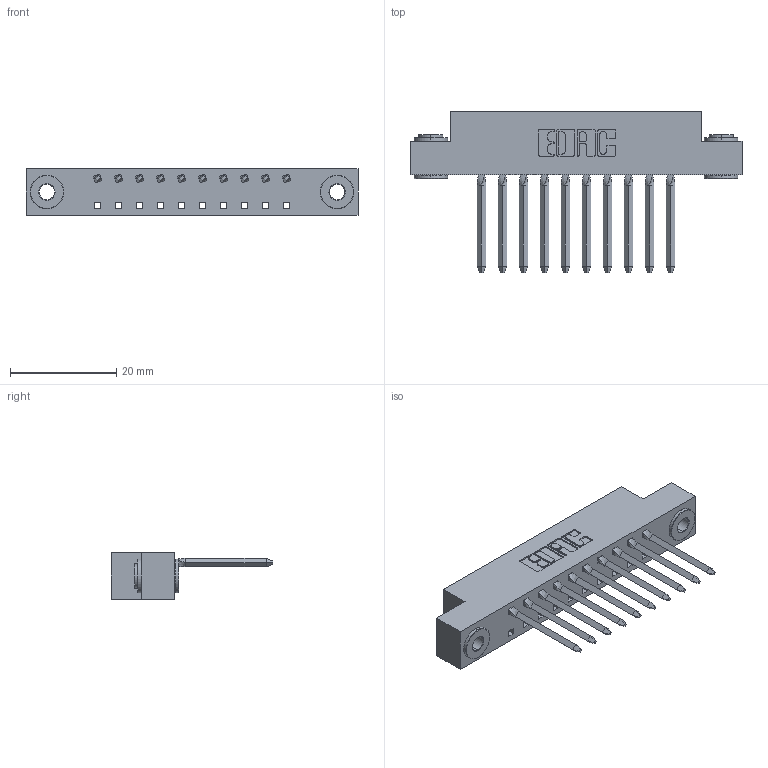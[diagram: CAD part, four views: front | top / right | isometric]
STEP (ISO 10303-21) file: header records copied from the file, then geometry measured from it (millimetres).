
FILE_DESCRIPTION (( 'STEP AP203' ), '1' );
FILE_NAME ('338-010-541-103.STEP', '2020-03-24T16:55:00', ( '' ), ( '' ), 'SwSTEP 2.0', 'SolidWorks 2016', '' );
FILE_SCHEMA (( 'CONFIG_CONTROL_DESIGN' ));
Length unit declared in the file: inch
Products named in the file (4): 338-210-001_338-210-010-004; 345-250-002_345-250-002-102; 338-010-541-103; 338-290-001_541
Assembly tree (13 placements, depth 2):
  338-010-541-103
    338-210-001_338-210-010-004
    338-290-001_541  x10
    345-250-002_345-250-002-102  x2
Bounding box: 62.64 x 30.56 x 8.71 mm (x, y, z)
Volume: 4338 mm3; surface area: 6716.2 mm2
Topology: 13 solids, 13 shells, 1076 faces, 2933 edges, 1878 vertices
Faces by surface type: plane 724, cylinder 304, bspline 40, cone 8
Entity records: 23669 total; most frequent: CARTESIAN_POINT 4771, ORIENTED_EDGE 3936, DIRECTION 3685, EDGE_CURVE 1968, VECTOR 1413, LINE 1413, VERTEX_POINT 1278, AXIS2_PLACEMENT_3D 1136
